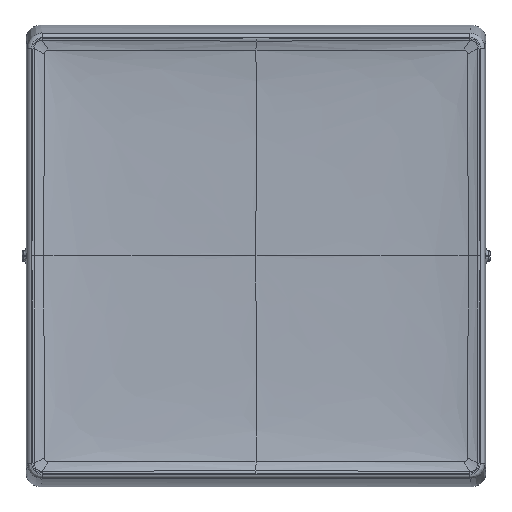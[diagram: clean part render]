
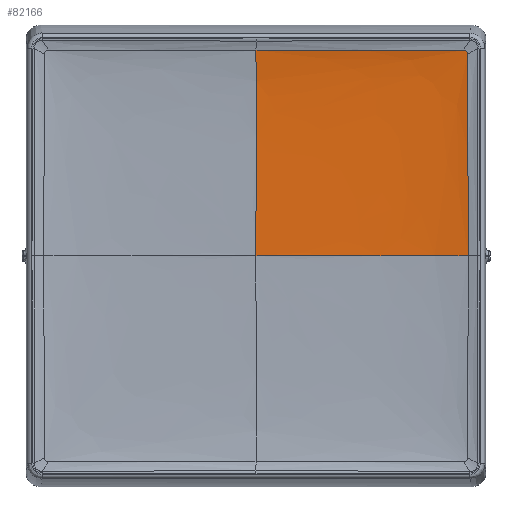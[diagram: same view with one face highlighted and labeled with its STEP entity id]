
A CAD part, top view. The second image highlights one B-rep face of the part: STEP entity #82166.
In plain terms, the highlighted free-form (B-spline) face has degree [5, 8] with [6, 9] control points.
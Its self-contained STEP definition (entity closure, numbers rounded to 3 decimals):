
#80020=CARTESIAN_POINT('Vertex',(24.57,0.,13.712)) ;
#80088=CARTESIAN_POINT('Vertex',(24.517,23.343,13.828)) ;
#80092=CARTESIAN_POINT('Control Point',(24.57,0.,13.712)) ;
#80093=CARTESIAN_POINT('Control Point',(24.564,2.855,13.711)) ;
#80094=CARTESIAN_POINT('Control Point',(24.557,5.72,13.71)) ;
#80095=CARTESIAN_POINT('Control Point',(24.551,8.45,13.71)) ;
#80096=CARTESIAN_POINT('Control Point',(24.542,12.511,13.71)) ;
#80097=CARTESIAN_POINT('Control Point',(24.533,16.47,13.719)) ;
#80098=CARTESIAN_POINT('Control Point',(24.53,17.781,13.723)) ;
#80099=CARTESIAN_POINT('Control Point',(24.525,19.735,13.732)) ;
#80100=CARTESIAN_POINT('Control Point',(24.521,21.588,13.762)) ;
#80101=CARTESIAN_POINT('Control Point',(24.52,22.203,13.776)) ;
#80102=CARTESIAN_POINT('Control Point',(24.518,22.786,13.794)) ;
#80103=CARTESIAN_POINT('Control Point',(24.517,23.343,13.828)) ;
#80156=CARTESIAN_POINT('Vertex',(24.017,23.842,13.828)) ;
#80160=CARTESIAN_POINT('Control Point',(24.017,23.842,13.828)) ;
#80161=CARTESIAN_POINT('Control Point',(24.077,23.842,13.832)) ;
#80162=CARTESIAN_POINT('Control Point',(24.137,23.833,13.835)) ;
#80163=CARTESIAN_POINT('Control Point',(24.19,23.815,13.836)) ;
#80164=CARTESIAN_POINT('Control Point',(24.283,23.772,13.839)) ;
#80165=CARTESIAN_POINT('Control Point',(24.354,23.716,13.839)) ;
#80166=CARTESIAN_POINT('Control Point',(24.385,23.685,13.839)) ;
#80167=CARTESIAN_POINT('Control Point',(24.443,23.615,13.839)) ;
#80168=CARTESIAN_POINT('Control Point',(24.488,23.522,13.836)) ;
#80169=CARTESIAN_POINT('Control Point',(24.507,23.468,13.834)) ;
#80170=CARTESIAN_POINT('Control Point',(24.517,23.406,13.831)) ;
#80171=CARTESIAN_POINT('Control Point',(24.517,23.343,13.828)) ;
#80224=CARTESIAN_POINT('Vertex',(0.,23.842,13.676)) ;
#80228=CARTESIAN_POINT('Control Point',(0.,23.842,13.676)) ;
#80229=CARTESIAN_POINT('Control Point',(2.962,23.842,13.676)) ;
#80230=CARTESIAN_POINT('Control Point',(5.935,23.842,13.677)) ;
#80231=CARTESIAN_POINT('Control Point',(8.766,23.842,13.68)) ;
#80232=CARTESIAN_POINT('Control Point',(12.958,23.842,13.686)) ;
#80233=CARTESIAN_POINT('Control Point',(17.044,23.842,13.703)) ;
#80234=CARTESIAN_POINT('Control Point',(18.383,23.842,13.71)) ;
#80235=CARTESIAN_POINT('Control Point',(20.368,23.842,13.725)) ;
#80236=CARTESIAN_POINT('Control Point',(22.252,23.842,13.76)) ;
#80237=CARTESIAN_POINT('Control Point',(22.872,23.842,13.776)) ;
#80238=CARTESIAN_POINT('Control Point',(23.457,23.842,13.795)) ;
#80239=CARTESIAN_POINT('Control Point',(24.017,23.842,13.828)) ;
#82071=CARTESIAN_POINT('Control Point',(0.,0.,13.049)) ;
#82072=CARTESIAN_POINT('Control Point',(5.472,0.,13.049)) ;
#82073=CARTESIAN_POINT('Control Point',(11.334,0.,13.052)) ;
#82074=CARTESIAN_POINT('Control Point',(17.589,0.,13.06)) ;
#82075=CARTESIAN_POINT('Control Point',(22.161,0.,13.265)) ;
#82076=CARTESIAN_POINT('Control Point',(24.57,0.,13.712)) ;
#82077=CARTESIAN_POINT('Vertex',(0.,0.,13.049)) ;
#82097=CARTESIAN_POINT('Control Point',(0.,0.,13.049)) ;
#82098=CARTESIAN_POINT('Control Point',(0.,0.,13.049)) ;
#82099=CARTESIAN_POINT('Control Point',(0.,0.,13.049)) ;
#82100=CARTESIAN_POINT('Control Point',(0.,0.,13.049)) ;
#82101=CARTESIAN_POINT('Control Point',(0.,0.,13.049)) ;
#82102=CARTESIAN_POINT('Control Point',(0.,0.,13.049)) ;
#82103=CARTESIAN_POINT('Control Point',(0.,0.,13.049)) ;
#82104=CARTESIAN_POINT('Control Point',(0.,0.,13.049)) ;
#82105=CARTESIAN_POINT('Control Point',(0.,0.,13.049)) ;
#82106=CARTESIAN_POINT('Control Point',(6.19,0.,13.049)) ;
#82107=CARTESIAN_POINT('Control Point',(6.19,1.215,13.049)) ;
#82108=CARTESIAN_POINT('Control Point',(5.918,2.431,13.049)) ;
#82109=CARTESIAN_POINT('Control Point',(5.371,3.575,13.049)) ;
#82110=CARTESIAN_POINT('Control Point',(4.575,4.575,13.049)) ;
#82111=CARTESIAN_POINT('Control Point',(3.575,5.371,13.049)) ;
#82112=CARTESIAN_POINT('Control Point',(2.431,5.918,13.049)) ;
#82113=CARTESIAN_POINT('Control Point',(1.215,6.19,13.049)) ;
#82114=CARTESIAN_POINT('Control Point',(0.,6.19,13.049)) ;
#82115=CARTESIAN_POINT('Control Point',(12.88,0.,13.053)) ;
#82116=CARTESIAN_POINT('Control Point',(12.88,3.844,13.053)) ;
#82117=CARTESIAN_POINT('Control Point',(12.668,6.452,13.053)) ;
#82118=CARTESIAN_POINT('Control Point',(12.255,8.678,13.053)) ;
#82119=CARTESIAN_POINT('Control Point',(10.77,10.821,13.053)) ;
#82120=CARTESIAN_POINT('Control Point',(8.638,12.221,13.053)) ;
#82121=CARTESIAN_POINT('Control Point',(6.368,12.692,13.053)) ;
#82122=CARTESIAN_POINT('Control Point',(4.766,12.88,13.053)) ;
#82123=CARTESIAN_POINT('Control Point',(0.,12.88,13.053)) ;
#82124=CARTESIAN_POINT('Control Point',(20.071,0.,13.063)) ;
#82125=CARTESIAN_POINT('Control Point',(20.071,9.919,13.063)) ;
#82126=CARTESIAN_POINT('Control Point',(19.991,14.04,13.063)) ;
#82127=CARTESIAN_POINT('Control Point',(19.732,16.288,13.063)) ;
#82128=CARTESIAN_POINT('Control Point',(18.486,18.357,13.063)) ;
#82129=CARTESIAN_POINT('Control Point',(16.312,19.596,13.063)) ;
#82130=CARTESIAN_POINT('Control Point',(14.321,19.963,13.063)) ;
#82131=CARTESIAN_POINT('Control Point',(11.895,20.071,13.063)) ;
#82132=CARTESIAN_POINT('Control Point',(0.,20.071,13.063)) ;
#82133=CARTESIAN_POINT('Control Point',(24.368,0.,13.395)) ;
#82134=CARTESIAN_POINT('Control Point',(24.368,16.988,13.395)) ;
#82135=CARTESIAN_POINT('Control Point',(24.179,19.956,13.395)) ;
#82136=CARTESIAN_POINT('Control Point',(23.74,21.342,13.395)) ;
#82137=CARTESIAN_POINT('Control Point',(23.07,22.338,13.395)) ;
#82138=CARTESIAN_POINT('Control Point',(21.638,23.052,13.395)) ;
#82139=CARTESIAN_POINT('Control Point',(19.947,23.445,13.421)) ;
#82140=CARTESIAN_POINT('Control Point',(17.797,23.644,13.338)) ;
#82141=CARTESIAN_POINT('Control Point',(0.,23.644,13.338)) ;
#82142=CARTESIAN_POINT('Control Point',(25.77,0.,14.049)) ;
#82143=CARTESIAN_POINT('Control Point',(25.77,23.97,14.049)) ;
#82144=CARTESIAN_POINT('Control Point',(25.77,24.311,14.049)) ;
#82145=CARTESIAN_POINT('Control Point',(25.77,24.747,14.049)) ;
#82146=CARTESIAN_POINT('Control Point',(25.77,25.042,14.049)) ;
#82147=CARTESIAN_POINT('Control Point',(25.37,25.042,14.049)) ;
#82148=CARTESIAN_POINT('Control Point',(24.977,25.042,14.049)) ;
#82149=CARTESIAN_POINT('Control Point',(24.75,25.042,14.049)) ;
#82150=CARTESIAN_POINT('Control Point',(0.,25.042,14.049)) ;
#82152=CARTESIAN_POINT('Control Point',(0.,0.,13.049)) ;
#82153=CARTESIAN_POINT('Control Point',(0.,5.433,13.049)) ;
#82154=CARTESIAN_POINT('Control Point',(0.,11.252,13.052)) ;
#82155=CARTESIAN_POINT('Control Point',(0.,17.456,13.06)) ;
#82156=CARTESIAN_POINT('Control Point',(0.,21.601,13.225)) ;
#82157=CARTESIAN_POINT('Control Point',(0.,23.842,13.676)) ;
#82160=ORIENTED_EDGE('',*,*,#82158,.F.) ;
#82161=ORIENTED_EDGE('',*,*,#82079,.T.) ;
#82162=ORIENTED_EDGE('',*,*,#80104,.T.) ;
#82163=ORIENTED_EDGE('',*,*,#80172,.F.) ;
#82164=ORIENTED_EDGE('',*,*,#80240,.F.) ;
#82166=ADVANCED_FACE('PartBody',(#82165),#82096,.T.) ;
#80091=B_SPLINE_CURVE_WITH_KNOTS('',5,(#80092,#80093,#80094,#80095,#80096,#80097,#80098,#80099,#80100,#80101,#80102,#80103),.UNSPECIFIED.,.F.,.U.,(6,3,3,6),(-11.869,1.652,8.448,11.869),.UNSPECIFIED.) ;
#80159=B_SPLINE_CURVE_WITH_KNOTS('',5,(#80160,#80161,#80162,#80163,#80164,#80165,#80166,#80167,#80168,#80169,#80170,#80171),.UNSPECIFIED.,.F.,.U.,(6,3,3,6),(0.,0.37,0.75,1.134),.UNSPECIFIED.) ;
#80227=B_SPLINE_CURVE_WITH_KNOTS('',5,(#80228,#80229,#80230,#80231,#80232,#80233,#80234,#80235,#80236,#80237,#80238,#80239),.UNSPECIFIED.,.F.,.U.,(6,3,3,6),(0.,14.051,21.007,24.457),.UNSPECIFIED.) ;
#82070=B_SPLINE_CURVE_WITH_KNOTS('',5,(#82071,#82072,#82073,#82074,#82075,#82076),.UNSPECIFIED.,.F.,.U.,(6,6),(0.,22.798),.UNSPECIFIED.) ;
#82151=B_SPLINE_CURVE_WITH_KNOTS('',5,(#82152,#82153,#82154,#82155,#82156,#82157),.UNSPECIFIED.,.F.,.U.,(6,6),(0.,22.637),.UNSPECIFIED.) ;
#82096=B_SPLINE_SURFACE_WITH_KNOTS('',5,8,((#82097,#82098,#82099,#82100,#82101,#82102,#82103,#82104,#82105),(#82106,#82107,#82108,#82109,#82110,#82111,#82112,#82113,#82114),(#82115,#82116,#82117,#82118,#82119,#82120,#82121,#82122,#82123),(#82124,#82125,#82126,#82127,#82128,#82129,#82130,#82131,#82132),(#82133,#82134,#82135,#82136,#82137,#82138,#82139,#82140,#82141),(#82142,#82143,#82144,#82145,#82146,#82147,#82148,#82149,#82150)),.UNSPECIFIED.,.F.,.F.,.U.,(6,6),(9,9),(0.,25.79),(0.,22.59),.UNSPECIFIED.) ;
#80104=EDGE_CURVE('',#80021,#80089,#80091,.T.) ;
#80172=EDGE_CURVE('',#80157,#80089,#80159,.T.) ;
#80240=EDGE_CURVE('',#80225,#80157,#80227,.T.) ;
#82079=EDGE_CURVE('',#82078,#80021,#82070,.T.) ;
#82158=EDGE_CURVE('',#82078,#80225,#82151,.T.) ;
#82159=EDGE_LOOP('',(#82160,#82161,#82162,#82163,#82164)) ;
#82165=FACE_OUTER_BOUND('',#82159,.T.) ;
#80021=VERTEX_POINT('',#80020) ;
#80089=VERTEX_POINT('',#80088) ;
#80157=VERTEX_POINT('',#80156) ;
#80225=VERTEX_POINT('',#80224) ;
#82078=VERTEX_POINT('',#82077) ;
